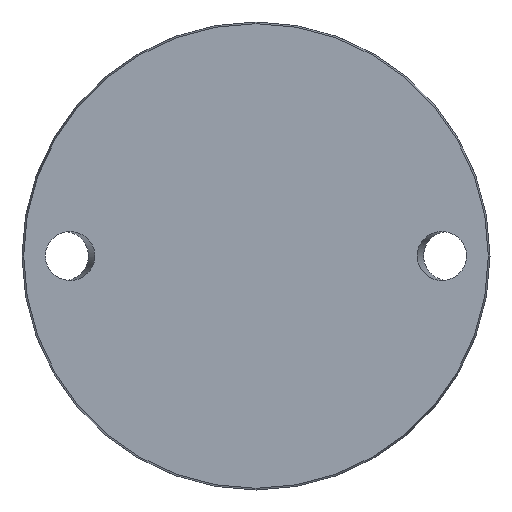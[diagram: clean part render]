
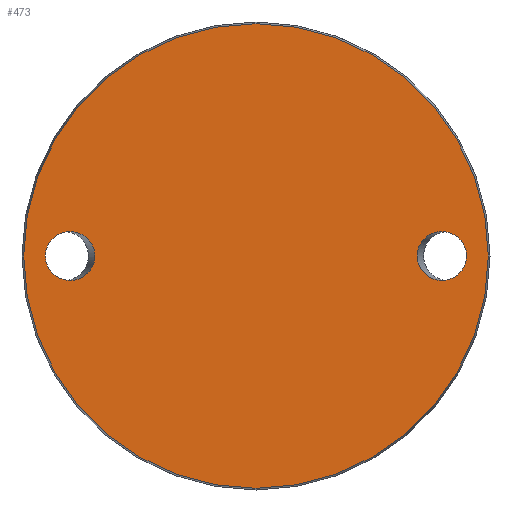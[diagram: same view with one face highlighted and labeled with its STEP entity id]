
A CAD part, front view. The second image highlights one B-rep face of the part: STEP entity #473.
In plain terms, the highlighted planar face has unit normal (0, -1, 0).
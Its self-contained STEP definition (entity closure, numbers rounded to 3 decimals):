
#35 = FACE_BOUND ( 'NONE', #724, .T. ) ;
#38 = CARTESIAN_POINT ( 'NONE',  ( 54.385, 0., 0. ) ) ;
#44 = CARTESIAN_POINT ( 'NONE',  ( -71.115, 0., 16.5 ) ) ;
#80 = AXIS2_PLACEMENT_3D ( 'NONE', #832, #763, #380 ) ;
#109 = CARTESIAN_POINT ( 'NONE',  ( -71.115, 0., 0. ) ) ;
#111 = ORIENTED_EDGE ( 'NONE', *, *, #147, .T. ) ;
#113 = FACE_OUTER_BOUND ( 'NONE', #378, .T. ) ;
#147 = EDGE_CURVE ( 'NONE', #861, #861, #590, .T. ) ;
#194 = CARTESIAN_POINT ( 'NONE',  ( 54.385, 0., 16.5 ) ) ;
#200 = CARTESIAN_POINT ( 'NONE',  ( 54.385, 0., 0. ) ) ;
#268 = ORIENTED_EDGE ( 'NONE', *, *, #708, .T. ) ;
#276 = CARTESIAN_POINT ( 'NONE',  ( 71.115, 0., 0. ) ) ;
#330 = CIRCLE ( 'NONE', #80, 78.425 ) ;
#347 = CARTESIAN_POINT ( 'NONE',  ( -71.115, 0., -16.5 ) ) ;
#353 = FACE_BOUND ( 'NONE', #396, .T. ) ;
#363 = CARTESIAN_POINT ( 'NONE',  ( -54.385, 0., -16.5 ) ) ;
#378 = EDGE_LOOP ( 'NONE', ( #268 ) ) ;
#380 = DIRECTION ( 'NONE',  ( 0., 0., -1. ) ) ;
#394 = VERTEX_POINT ( 'NONE', #482 ) ;
#396 = EDGE_LOOP ( 'NONE', ( #111 ) ) ;
#417 = CARTESIAN_POINT ( 'NONE',  ( -54.385, 0., 16.5 ) ) ;
#466 = VERTEX_POINT ( 'NONE', #779 ) ;
#473 = ADVANCED_FACE ( 'NONE', ( #353, #35, #113 ), #497, .F. ) ;
#477 = CARTESIAN_POINT ( 'NONE',  ( -71.115, 0., 0. ) ) ;
#480 = AXIS2_PLACEMENT_3D ( 'NONE', #655, #958, #731 ) ;
#482 = CARTESIAN_POINT ( 'NONE',  ( 0., 0., -78.425 ) ) ;
#497 = PLANE ( 'NONE',  #480 ) ;
#499 = ORIENTED_EDGE ( 'NONE', *, *, #863, .F. ) ;
#582 = CARTESIAN_POINT ( 'NONE',  ( 71.115, 0., 16.5 ) ) ;
#590 =( BOUNDED_CURVE ( )  B_SPLINE_CURVE ( 3, ( #109, #44, #417, #733, #363, #347, #656 ),
 .UNSPECIFIED., .T., .F. ) 
 B_SPLINE_CURVE_WITH_KNOTS ( ( 4, 3, 4 ),
 ( 0., 3.142, 6.283 ),
 .UNSPECIFIED. ) 
 CURVE ( )  GEOMETRIC_REPRESENTATION_ITEM ( )  RATIONAL_B_SPLINE_CURVE ( ( 1., 0.333, 0.333, 1., 0.333, 0.333, 1. ) ) 
 REPRESENTATION_ITEM ( '' )  );
#655 = CARTESIAN_POINT ( 'NONE',  ( -78.425, 0., 0. ) ) ;
#656 = CARTESIAN_POINT ( 'NONE',  ( -71.115, 0., 0. ) ) ;
#708 = EDGE_CURVE ( 'NONE', #394, #394, #330, .T. ) ;
#724 = EDGE_LOOP ( 'NONE', ( #499 ) ) ;
#731 = DIRECTION ( 'NONE',  ( 0., 0., 1. ) ) ;
#733 = CARTESIAN_POINT ( 'NONE',  ( -54.385, 0., 0. ) ) ;
#746 = CARTESIAN_POINT ( 'NONE',  ( 71.115, 0., -16.5 ) ) ;
#763 = DIRECTION ( 'NONE',  ( 0., -1., 0. ) ) ;
#779 = CARTESIAN_POINT ( 'NONE',  ( 54.385, 0., 0. ) ) ;
#832 = CARTESIAN_POINT ( 'NONE',  ( 0., 0., 0. ) ) ;
#861 = VERTEX_POINT ( 'NONE', #477 ) ;
#863 = EDGE_CURVE ( 'NONE', #466, #466, #926, .T. ) ;
#926 =( BOUNDED_CURVE ( )  B_SPLINE_CURVE ( 3, ( #38, #963, #746, #276, #582, #194, #200 ),
 .UNSPECIFIED., .T., .T. ) 
 B_SPLINE_CURVE_WITH_KNOTS ( ( 4, 3, 4 ),
 ( 0., 3.142, 6.283 ),
 .UNSPECIFIED. ) 
 CURVE ( )  GEOMETRIC_REPRESENTATION_ITEM ( )  RATIONAL_B_SPLINE_CURVE ( ( 1., 0.333, 0.333, 1., 0.333, 0.333, 1. ) ) 
 REPRESENTATION_ITEM ( '' )  );
#958 = DIRECTION ( 'NONE',  ( 0., 1., 0. ) ) ;
#963 = CARTESIAN_POINT ( 'NONE',  ( 54.385, 0., -16.5 ) ) ;
